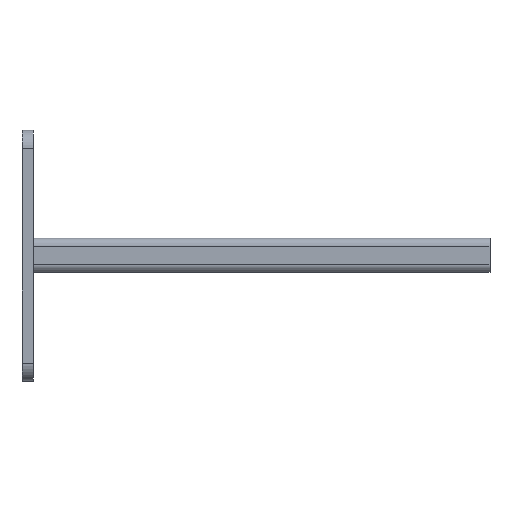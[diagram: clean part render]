
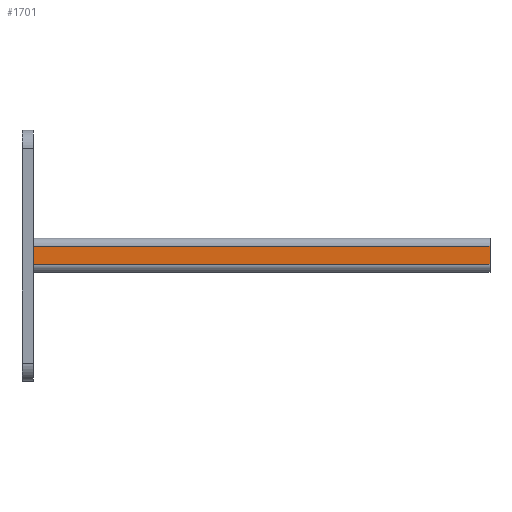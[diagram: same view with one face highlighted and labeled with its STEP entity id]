
A CAD part, top view. The second image highlights one B-rep face of the part: STEP entity #1701.
In plain terms, the highlighted planar face has unit normal (0, 0, 1).
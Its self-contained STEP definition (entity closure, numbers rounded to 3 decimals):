
#53 = LINE ( 'NONE', #2885, #2842 ) ;
#181 = DIRECTION ( 'NONE',  ( 0., 0., -1. ) ) ;
#201 = EDGE_LOOP ( 'NONE', ( #1083, #2993, #1753, #1137 ) ) ;
#246 = DIRECTION ( 'NONE',  ( 0., -1., 0. ) ) ;
#275 = CARTESIAN_POINT ( 'NONE',  ( 200., 0., 15. ) ) ;
#599 = VECTOR ( 'NONE', #246, 1000. ) ;
#687 = CARTESIAN_POINT ( 'NONE',  ( 200., 0., 15. ) ) ;
#826 = CARTESIAN_POINT ( 'NONE',  ( 0., -3.702, 15. ) ) ;
#912 = DIRECTION ( 'NONE',  ( -1., 0., 0. ) ) ;
#924 = LINE ( 'NONE', #1610, #2626 ) ;
#1030 = EDGE_CURVE ( 'NONE', #1540, #2284, #53, .T. ) ;
#1033 = CARTESIAN_POINT ( 'NONE',  ( 200., 4.298, 15. ) ) ;
#1083 = ORIENTED_EDGE ( 'NONE', *, *, #1030, .T. ) ;
#1137 = ORIENTED_EDGE ( 'NONE', *, *, #1547, .T. ) ;
#1144 = AXIS2_PLACEMENT_3D ( 'NONE', #687, #181, #1831 ) ;
#1251 = DIRECTION ( 'NONE',  ( -1., 0., 0. ) ) ;
#1264 = LINE ( 'NONE', #1033, #2325 ) ;
#1335 = CARTESIAN_POINT ( 'NONE',  ( 200., -3.702, 15. ) ) ;
#1392 = FACE_OUTER_BOUND ( 'NONE', #201, .T. ) ;
#1409 = EDGE_CURVE ( 'NONE', #2696, #1962, #2629, .T. ) ;
#1540 = VERTEX_POINT ( 'NONE', #2237 ) ;
#1547 = EDGE_CURVE ( 'NONE', #2696, #1540, #1264, .T. ) ;
#1610 = CARTESIAN_POINT ( 'NONE',  ( 200., -3.702, 15. ) ) ;
#1677 = DIRECTION ( 'NONE',  ( 0., -1., 0. ) ) ;
#1701 = ADVANCED_FACE ( 'NONE', ( #1392 ), #2330, .F. ) ;
#1753 = ORIENTED_EDGE ( 'NONE', *, *, #1409, .F. ) ;
#1831 = DIRECTION ( 'NONE',  ( 0., 1., 0. ) ) ;
#1925 = EDGE_CURVE ( 'NONE', #1962, #2284, #924, .T. ) ;
#1962 = VERTEX_POINT ( 'NONE', #1335 ) ;
#2237 = CARTESIAN_POINT ( 'NONE',  ( 0., 4.298, 15. ) ) ;
#2239 = CARTESIAN_POINT ( 'NONE',  ( 200., 4.298, 15. ) ) ;
#2284 = VERTEX_POINT ( 'NONE', #826 ) ;
#2325 = VECTOR ( 'NONE', #1251, 1000. ) ;
#2330 = PLANE ( 'NONE',  #1144 ) ;
#2626 = VECTOR ( 'NONE', #912, 1000. ) ;
#2629 = LINE ( 'NONE', #275, #599 ) ;
#2696 = VERTEX_POINT ( 'NONE', #2239 ) ;
#2842 = VECTOR ( 'NONE', #1677, 1000. ) ;
#2885 = CARTESIAN_POINT ( 'NONE',  ( 0., 0., 15. ) ) ;
#2993 = ORIENTED_EDGE ( 'NONE', *, *, #1925, .F. ) ;
